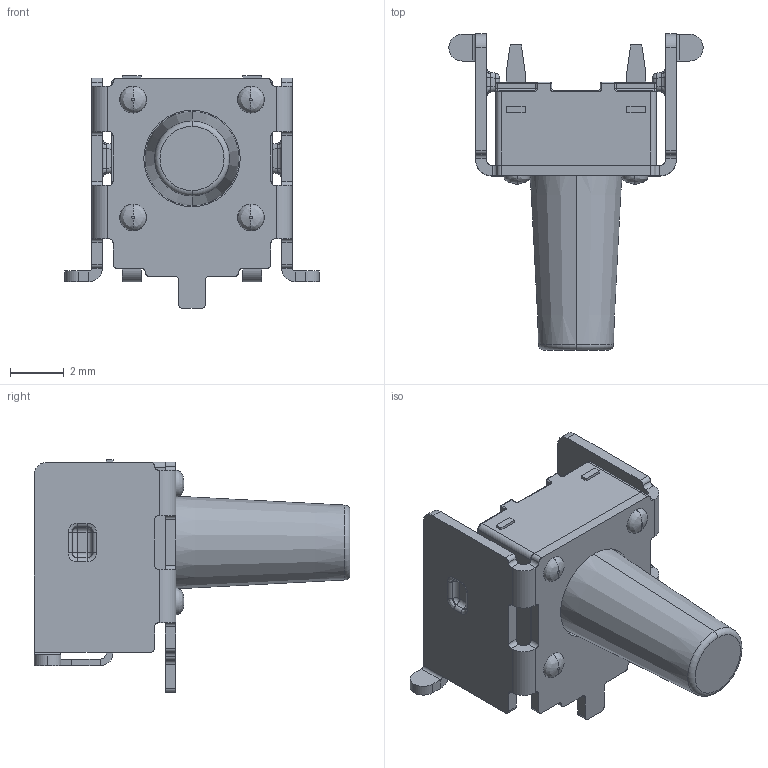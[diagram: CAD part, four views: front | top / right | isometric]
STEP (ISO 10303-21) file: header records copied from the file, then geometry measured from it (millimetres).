
FILE_DESCRIPTION (( 'STEP AP214' ), '1' );
FILE_NAME ('SW-SMD_L7.5-W8.0-P4.50_TS-1045-A13B3-D2.step', '2022-07-26T15:24:34', ( '' ), ( '' ), 'SwSTEP 2.0', 'SolidWorks 2020', '' );
FILE_SCHEMA (( 'AUTOMOTIVE_DESIGN' ));
Length unit declared in the file: millimetre
Products named in the file (1): SW-SMD_L7.5-W8.0-P4.50_TS-1045-A13B3-D2
Bounding box: 9.5 x 11.8 x 8.7 mm (x, y, z)
Volume: 203.2 mm3; surface area: 480.7 mm2
Topology: 15 solids, 15 shells, 691 faces, 1737 edges, 1076 vertices
Faces by surface type: plane 315, cylinder 176, bspline 144, sphere 32, torus 22, cone 2
Entity records: 29952 total; most frequent: CARTESIAN_POINT 6649, ORIENTED_EDGE 3442, DIRECTION 2841, EDGE_CURVE 1721, VERTEX_POINT 1076, VECTOR 1065, LINE 1065, AXIS2_PLACEMENT_3D 888
